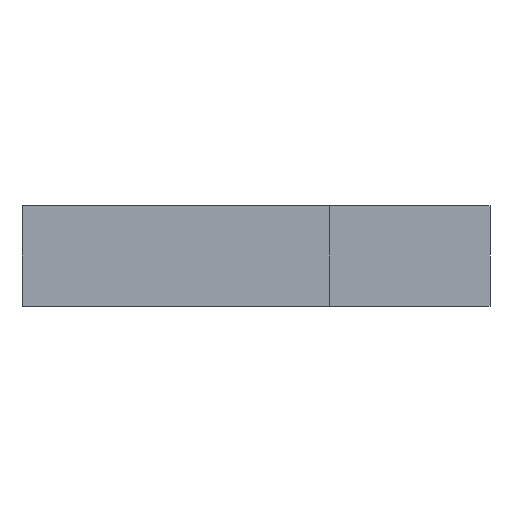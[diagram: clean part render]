
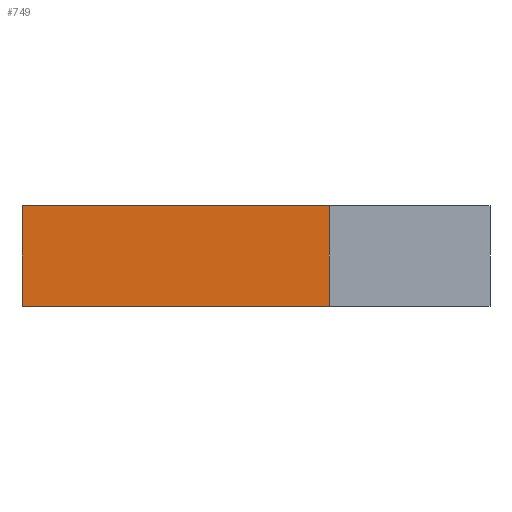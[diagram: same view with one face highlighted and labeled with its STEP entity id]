
A CAD part, left-side view. The second image highlights one B-rep face of the part: STEP entity #749.
In plain terms, the highlighted planar face has unit normal (-1, 0, 0).
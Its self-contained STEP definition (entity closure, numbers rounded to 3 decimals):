
#1 = EDGE_CURVE ( 'NONE', #1147, #1152, #216, .T. ) ;
#29 = LINE ( 'NONE', #1094, #865 ) ;
#34 = EDGE_CURVE ( 'NONE', #293, #1147, #29, .T. ) ;
#56 = CARTESIAN_POINT ( 'NONE',  ( -53., -1.75, 0. ) ) ;
#68 = CARTESIAN_POINT ( 'NONE',  ( -53., 28.85, 0. ) ) ;
#156 = VERTEX_POINT ( 'NONE', #273 ) ;
#170 = EDGE_CURVE ( 'NONE', #156, #293, #651, .T. ) ;
#216 = LINE ( 'NONE', #351, #1178 ) ;
#222 = DIRECTION ( 'NONE',  ( 0., -1., 0. ) ) ;
#268 = DIRECTION ( 'NONE',  ( 0., 0., 1. ) ) ;
#273 = CARTESIAN_POINT ( 'NONE',  ( -53., -1.75, 10. ) ) ;
#292 = LINE ( 'NONE', #316, #461 ) ;
#293 = VERTEX_POINT ( 'NONE', #409 ) ;
#316 = CARTESIAN_POINT ( 'NONE',  ( -53., -1.75, 0. ) ) ;
#351 = CARTESIAN_POINT ( 'NONE',  ( -53., 28.85, 0. ) ) ;
#360 = DIRECTION ( 'NONE',  ( -1., 0., 0. ) ) ;
#409 = CARTESIAN_POINT ( 'NONE',  ( -53., 28.85, 10. ) ) ;
#453 = ORIENTED_EDGE ( 'NONE', *, *, #918, .T. ) ;
#461 = VECTOR ( 'NONE', #580, 1000. ) ;
#580 = DIRECTION ( 'NONE',  ( 0., 0., 1. ) ) ;
#651 = LINE ( 'NONE', #1062, #758 ) ;
#726 = ORIENTED_EDGE ( 'NONE', *, *, #1, .T. ) ;
#744 = PLANE ( 'NONE',  #1000 ) ;
#749 = ADVANCED_FACE ( 'NONE', ( #834 ), #744, .T. ) ;
#758 = VECTOR ( 'NONE', #1136, 1000. ) ;
#834 = FACE_OUTER_BOUND ( 'NONE', #922, .T. ) ;
#865 = VECTOR ( 'NONE', #1185, 1000. ) ;
#918 = EDGE_CURVE ( 'NONE', #1152, #156, #292, .T. ) ;
#922 = EDGE_LOOP ( 'NONE', ( #453, #1197, #948, #726 ) ) ;
#948 = ORIENTED_EDGE ( 'NONE', *, *, #34, .T. ) ;
#1000 = AXIS2_PLACEMENT_3D ( 'NONE', #1065, #360, #268 ) ;
#1062 = CARTESIAN_POINT ( 'NONE',  ( -53., -1.75, 10. ) ) ;
#1065 = CARTESIAN_POINT ( 'NONE',  ( -53., 0., 0. ) ) ;
#1094 = CARTESIAN_POINT ( 'NONE',  ( -53., 28.85, 10. ) ) ;
#1136 = DIRECTION ( 'NONE',  ( 0., 1., 0. ) ) ;
#1147 = VERTEX_POINT ( 'NONE', #68 ) ;
#1152 = VERTEX_POINT ( 'NONE', #56 ) ;
#1178 = VECTOR ( 'NONE', #222, 1000. ) ;
#1185 = DIRECTION ( 'NONE',  ( 0., 0., -1. ) ) ;
#1197 = ORIENTED_EDGE ( 'NONE', *, *, #170, .T. ) ;
